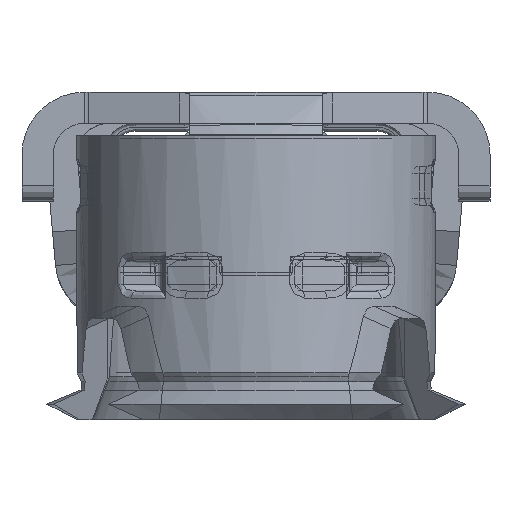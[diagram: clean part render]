
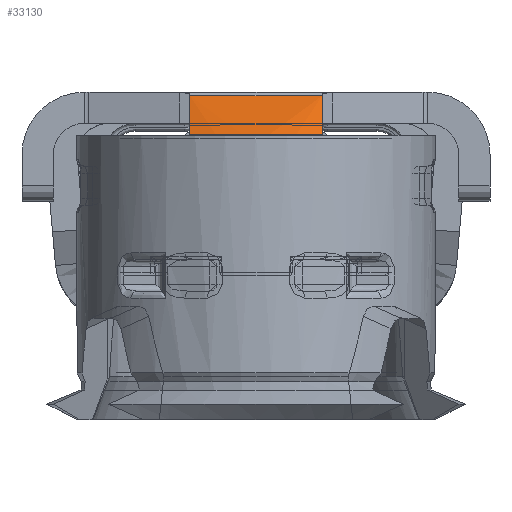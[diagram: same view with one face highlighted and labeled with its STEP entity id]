
A CAD part, front view. The second image highlights one B-rep face of the part: STEP entity #33130.
In plain terms, the highlighted free-form (B-spline) face has degree [3, 1] with [4, 2] control points.
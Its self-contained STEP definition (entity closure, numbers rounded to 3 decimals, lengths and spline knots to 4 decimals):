
#157=B_SPLINE_SURFACE_WITH_KNOTS('',3,1,((#61455,#61456),(#61457,#61458),
(#61459,#61460),(#61461,#61462)),.RULED_SURF.,.F.,.F.,.F.,(4,4),(2,2),(0.,
1.),(0.,0.9456),.PIECEWISE_BEZIER_KNOTS.);
#590=B_SPLINE_CURVE_WITH_KNOTS('',3,(#61465,#61466,#61467,#61468),
 .UNSPECIFIED.,.F.,.F.,(4,4),(0.,0.0009),
 .UNSPECIFIED.);
#3300=LINE('',#61445,#5402);
#3301=LINE('',#61463,#5403);
#5402=VECTOR('',#46208,1000.);
#5403=VECTOR('',#46209,1000.);
#14171=ORIENTED_EDGE('',*,*,#20217,.F.);
#14172=ORIENTED_EDGE('',*,*,#20209,.F.);
#14173=ORIENTED_EDGE('',*,*,#20214,.T.);
#14174=ORIENTED_EDGE('',*,*,#20218,.F.);
#20209=EDGE_CURVE('',#23522,#23523,#25741,.T.);
#20214=EDGE_CURVE('',#23522,#23526,#3300,.T.);
#20217=EDGE_CURVE('',#23523,#23527,#3301,.T.);
#20218=EDGE_CURVE('',#23527,#23526,#590,.T.);
#23522=VERTEX_POINT('',#61423);
#23523=VERTEX_POINT('',#61425);
#23526=VERTEX_POINT('',#61446);
#23527=VERTEX_POINT('',#61464);
#25741=CIRCLE('',#37034,1.15);
#27889=EDGE_LOOP('',(#14171,#14172,#14173,#14174));
#30107=FACE_BOUND('',#27889,.T.);
#33130=ADVANCED_FACE('',(#30107),#157,.F.);
#37034=AXIS2_PLACEMENT_3D('',#61424,#46201,#46202);
#46201=DIRECTION('',(0.,1.,0.));
#46202=DIRECTION('',(0.,0.,1.));
#46208=DIRECTION('',(0.,-0.629,0.777));
#46209=DIRECTION('',(0.,-0.629,0.777));
#61423=CARTESIAN_POINT('',(0.425,0.07,-1.7686));
#61424=CARTESIAN_POINT('',(0.,0.07,-0.7));
#61425=CARTESIAN_POINT('',(-0.425,0.07,-1.7686));
#61445=CARTESIAN_POINT('',(0.425,0.07,-1.7686));
#61446=CARTESIAN_POINT('',(0.425,-0.1777,-1.4625));
#61455=CARTESIAN_POINT('',(0.425,0.07,-1.7686));
#61456=CARTESIAN_POINT('',(0.425,-0.1853,-1.4531));
#61457=CARTESIAN_POINT('',(0.1539,0.07,-1.8764));
#61458=CARTESIAN_POINT('',(0.1423,-0.1853,-1.459));
#61459=CARTESIAN_POINT('',(-0.1539,0.07,-1.8764));
#61460=CARTESIAN_POINT('',(-0.1423,-0.1853,-1.459));
#61461=CARTESIAN_POINT('',(-0.425,0.07,-1.7686));
#61462=CARTESIAN_POINT('',(-0.425,-0.1853,-1.4531));
#61463=CARTESIAN_POINT('',(-0.425,0.07,-1.7686));
#61464=CARTESIAN_POINT('',(-0.425,-0.1777,-1.4625));
#61465=CARTESIAN_POINT('',(-0.425,-0.1777,-1.4625));
#61466=CARTESIAN_POINT('',(-0.1418,-0.1878,-1.459));
#61467=CARTESIAN_POINT('',(0.1418,-0.1878,-1.459));
#61468=CARTESIAN_POINT('',(0.425,-0.1777,-1.4625));
